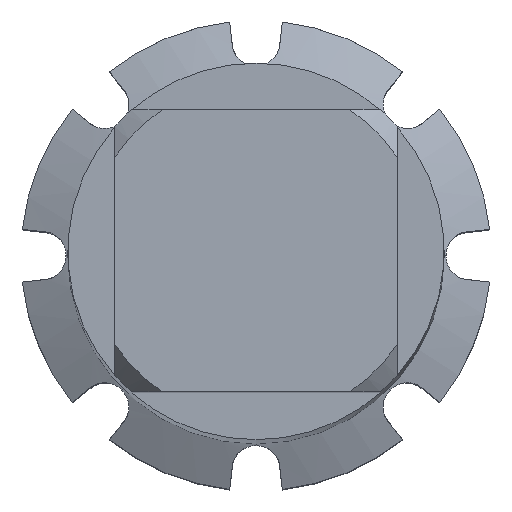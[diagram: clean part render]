
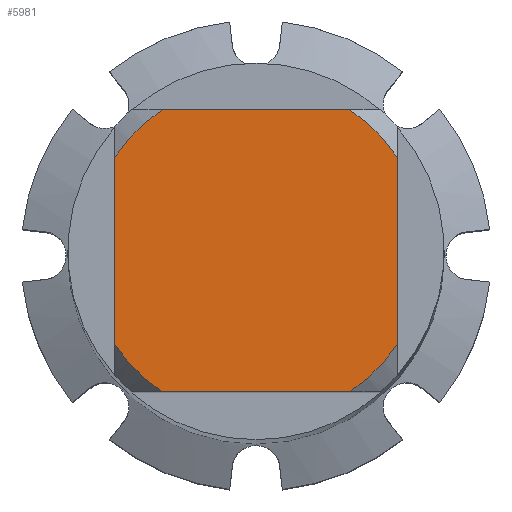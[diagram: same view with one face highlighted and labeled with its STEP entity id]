
A CAD part, top view. The second image highlights one B-rep face of the part: STEP entity #5981.
In plain terms, the highlighted planar face has unit normal (0, 0, 1).
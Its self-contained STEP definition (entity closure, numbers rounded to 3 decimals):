
#3295=VERTEX_POINT('',#9238);
#4135=EDGE_CURVE('',#3295,#4691,#10142,.T.);
#4691=VERTEX_POINT('',#10747);
#4753=EDGE_CURVE('',#5497,#4767,#10814,.T.);
#4767=VERTEX_POINT('',#10830);
#5497=VERTEX_POINT('',#11619);
#5981=ADVANCED_FACE('',(#12144),#12145,.T.);
#6259=EDGE_CURVE('',#6903,#7011,#12450,.T.);
#6287=EDGE_CURVE('',#8439,#7011,#12480,.T.);
#6551=EDGE_CURVE('',#6903,#4691,#12763,.T.);
#6903=VERTEX_POINT('',#13145);
#7011=VERTEX_POINT('',#13260);
#7203=EDGE_CURVE('',#3295,#4767,#13469,.T.);
#7553=VERTEX_POINT('',#13855);
#7797=EDGE_CURVE('',#8439,#7553,#14118,.T.);
#8311=EDGE_CURVE('',#5497,#7553,#14683,.T.);
#8439=VERTEX_POINT('',#14823);
#9238=CARTESIAN_POINT('',(-6.0,3.98,0.0));
#10142=CIRCLE('',#17491,7.2);
#10747=CARTESIAN_POINT('',(-3.98,6.0,0.0));
#10814=CIRCLE('',#18725,7.2);
#10830=CARTESIAN_POINT('',(-6.0,-3.98,0.0));
#11619=CARTESIAN_POINT('',(-3.98,-6.0,0.0));
#12144=FACE_OUTER_BOUND('',#21157,.T.);
#12145=PLANE('',#21158);
#12450=CIRCLE('',#21771,7.2);
#12480=LINE('',#21840,#21841);
#12763=LINE('',#22372,#22373);
#13145=CARTESIAN_POINT('',(3.98,6.0,0.0));
#13260=CARTESIAN_POINT('',(6.0,3.98,0.0));
#13469=LINE('',#23640,#23641);
#13855=CARTESIAN_POINT('',(3.98,-6.0,0.0));
#14118=CIRCLE('',#24829,7.2);
#14683=LINE('',#25905,#25906);
#14823=CARTESIAN_POINT('',(6.0,-3.98,0.0));
#17491=AXIS2_PLACEMENT_3D('',#28160,#28161,#28162);
#18725=AXIS2_PLACEMENT_3D('',#28959,#28960,#28961);
#21157=EDGE_LOOP('',(#30363,#30364,#30365,#30366,#30367,#30368,#30369,#30370));
#21158=AXIS2_PLACEMENT_3D('',#30371,#30372,#30373);
#21771=AXIS2_PLACEMENT_3D('',#30714,#30715,#30716);
#21840=CARTESIAN_POINT('',(6.0,1.8,0.0));
#21841=VECTOR('',#30743,1.0);
#22372=CARTESIAN_POINT('',(0.0,6.0,0.0));
#22373=VECTOR('',#31058,1.0);
#23640=CARTESIAN_POINT('',(-6.0,1.8,0.0));
#23641=VECTOR('',#31842,1.0);
#24829=AXIS2_PLACEMENT_3D('',#32622,#32623,#32624);
#25905=CARTESIAN_POINT('',(0.0,-6.0,0.0));
#25906=VECTOR('',#33215,1.0);
#28160=CARTESIAN_POINT('',(0.0,0.0,0.0));
#28161=DIRECTION('',(0.0,0.0,-1.0));
#28162=DIRECTION('',(0.0,1.0,0.0));
#28959=CARTESIAN_POINT('',(0.0,0.0,0.0));
#28960=DIRECTION('',(0.0,0.0,-1.0));
#28961=DIRECTION('',(0.0,1.0,0.0));
#30363=ORIENTED_EDGE('',*,*,#7203,.T.);
#30364=ORIENTED_EDGE('',*,*,#4753,.F.);
#30365=ORIENTED_EDGE('',*,*,#8311,.T.);
#30366=ORIENTED_EDGE('',*,*,#7797,.F.);
#30367=ORIENTED_EDGE('',*,*,#6287,.T.);
#30368=ORIENTED_EDGE('',*,*,#6259,.F.);
#30369=ORIENTED_EDGE('',*,*,#6551,.T.);
#30370=ORIENTED_EDGE('',*,*,#4135,.F.);
#30371=CARTESIAN_POINT('',(0.0,3.6,0.0));
#30372=DIRECTION('',(-0.0,0.0,1.0));
#30373=DIRECTION('',(0.0,-1.0,0.0));
#30714=CARTESIAN_POINT('',(0.0,0.0,0.0));
#30715=DIRECTION('',(0.0,0.0,-1.0));
#30716=DIRECTION('',(0.0,1.0,0.0));
#30743=DIRECTION('',(-0.0,1.0,0.0));
#31058=DIRECTION('',(-1.0,0.0,0.0));
#31842=DIRECTION('',(-0.0,-1.0,0.0));
#32622=CARTESIAN_POINT('',(0.0,0.0,0.0));
#32623=DIRECTION('',(0.0,0.0,-1.0));
#32624=DIRECTION('',(0.0,1.0,0.0));
#33215=DIRECTION('',(1.0,0.0,0.0));
